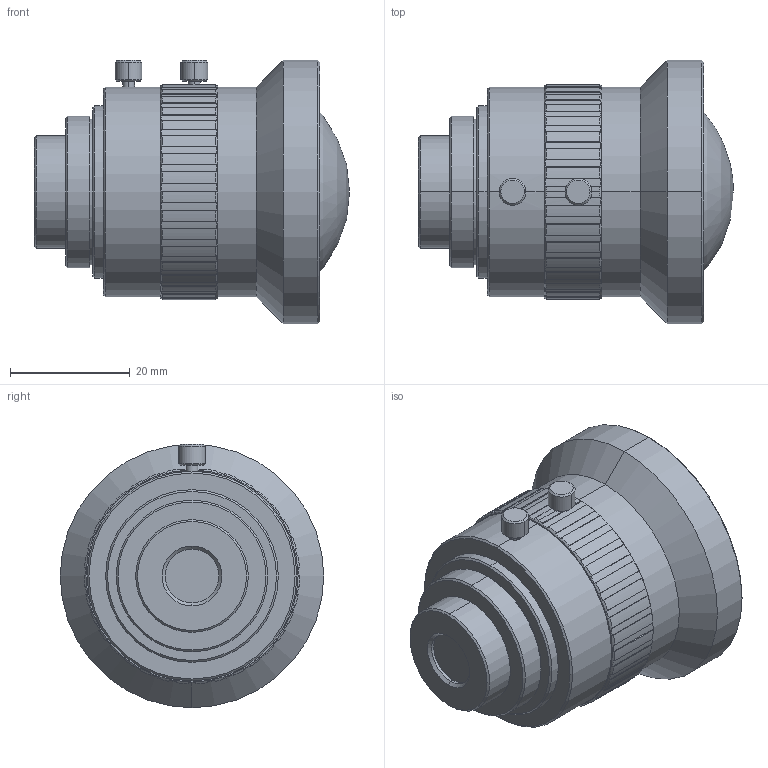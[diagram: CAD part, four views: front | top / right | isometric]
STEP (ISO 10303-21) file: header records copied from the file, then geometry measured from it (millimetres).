
FILE_DESCRIPTION(('Open CASCADE Model'),'2;1');
FILE_NAME('Open CASCADE Shape Model','2026-02-19T22:16:54',('Author'),( 'Open CASCADE'),'Open CASCADE STEP processor 7.7','Open CASCADE 7.7' ,'Unknown');
FILE_SCHEMA(('AUTOMOTIVE_DESIGN { 1 0 10303 214 1 1 1 1 }'));
Length unit declared in the file: millimetre
Products named in the file (2): L126-FA-4.5-C
Assembly tree (1 placements, depth 2):
  L126-FA-4.5-C
    L126-FA-4.5-C
Bounding box: 52.6 x 44 x 44 mm (x, y, z)
Volume: 45476.6 mm3; surface area: 8575.6 mm2
Topology: 1 solids, 1 shells, 214 faces, 580 edges, 378 vertices
Faces by surface type: cylinder 101, plane 86, cone 26, sphere 1
Entity records: 15185 total; most frequent: CARTESIAN_POINT 3219, DIRECTION 2327, LINE 1415, VECTOR 1415, ORIENTED_EDGE 1158, PCURVE 1158, DEFINITIONAL_REPRESENTATION 1158, EDGE_CURVE 579
